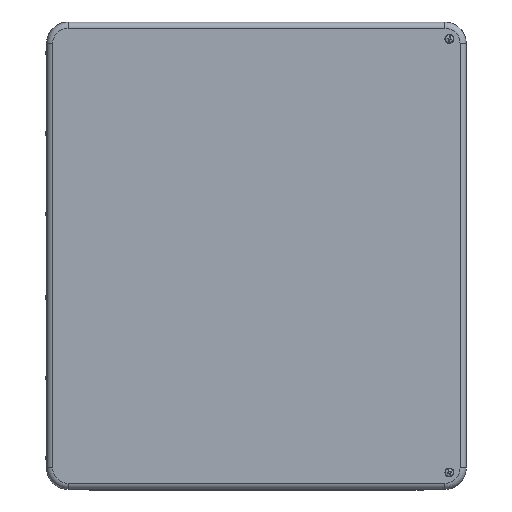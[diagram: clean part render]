
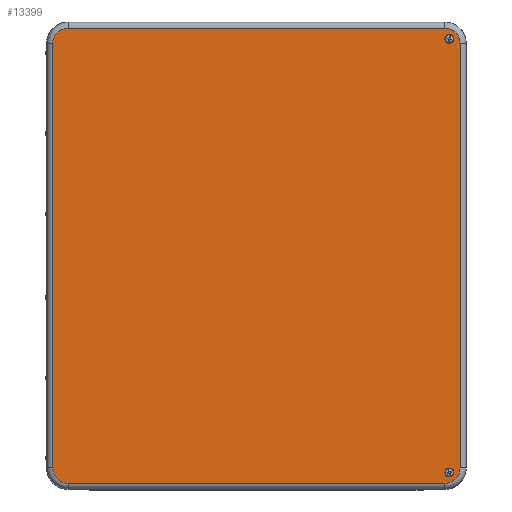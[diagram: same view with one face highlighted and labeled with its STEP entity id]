
A CAD part, top view. The second image highlights one B-rep face of the part: STEP entity #13399.
In plain terms, the highlighted planar face has unit normal (0, 0, 1).
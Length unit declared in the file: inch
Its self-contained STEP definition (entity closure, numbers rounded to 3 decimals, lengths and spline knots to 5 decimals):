
#1157=LINE($,#24160,#2119);
#1159=LINE($,#24180,#2121);
#1162=LINE($,#24187,#2124);
#1164=LINE($,#24202,#2126);
#2119=VECTOR($,#18520,15.798);
#2121=VECTOR($,#18544,17.798);
#2124=VECTOR($,#18551,17.798);
#2126=VECTOR($,#18571,15.798);
#2479=PLANE($,#14832);
#2909=FACE_BOUND($,#5064,.T.);
#2910=FACE_BOUND($,#5065,.T.);
#3942=FACE_OUTER_BOUND($,#5063,.T.);
#5063=EDGE_LOOP($,(#12180,#12181,#12182,#12183,#12184,#12185,#12186,#12187));
#5064=EDGE_LOOP($,(#12188));
#5065=EDGE_LOOP($,(#12189));
#5841=CIRCLE($,#14749,0.117);
#5843=CIRCLE($,#14752,0.117);
#5865=CIRCLE($,#14807,0.64628);
#5869=CIRCLE($,#14812,0.64628);
#5873=CIRCLE($,#14819,0.64628);
#5877=CIRCLE($,#14824,0.64628);
#7077=VERTEX_POINT($,#24051);
#7079=VERTEX_POINT($,#24056);
#7114=VERTEX_POINT($,#24157);
#7115=VERTEX_POINT($,#24159);
#7118=VERTEX_POINT($,#24166);
#7119=VERTEX_POINT($,#24171);
#7122=VERTEX_POINT($,#24178);
#7123=VERTEX_POINT($,#24183);
#7126=VERTEX_POINT($,#24190);
#7127=VERTEX_POINT($,#24195);
#8789=EDGE_CURVE($,#7077,#7077,#5841,.T.);
#8791=EDGE_CURVE($,#7079,#7079,#5843,.T.);
#8838=EDGE_CURVE($,#7114,#7115,#1157,.T.);
#8842=EDGE_CURVE($,#7118,#7114,#5865,.T.);
#8846=EDGE_CURVE($,#7115,#7119,#5869,.T.);
#8848=EDGE_CURVE($,#7122,#7118,#1159,.T.);
#8852=EDGE_CURVE($,#7119,#7123,#1162,.T.);
#8854=EDGE_CURVE($,#7126,#7122,#5873,.T.);
#8858=EDGE_CURVE($,#7123,#7127,#5877,.T.);
#8860=EDGE_CURVE($,#7127,#7126,#1164,.T.);
#12180=ORIENTED_EDGE($,*,*,#8838,.F.);
#12181=ORIENTED_EDGE($,*,*,#8842,.F.);
#12182=ORIENTED_EDGE($,*,*,#8848,.F.);
#12183=ORIENTED_EDGE($,*,*,#8854,.F.);
#12184=ORIENTED_EDGE($,*,*,#8860,.F.);
#12185=ORIENTED_EDGE($,*,*,#8858,.F.);
#12186=ORIENTED_EDGE($,*,*,#8852,.F.);
#12187=ORIENTED_EDGE($,*,*,#8846,.F.);
#12188=ORIENTED_EDGE($,*,*,#8789,.T.);
#12189=ORIENTED_EDGE($,*,*,#8791,.T.);
#13399=ADVANCED_FACE($,(#3942,#2909,#2910),#2479,.T.);
#14749=AXIS2_PLACEMENT_3D($,#24052,#18395,#18396);
#14752=AXIS2_PLACEMENT_3D($,#24057,#18401,#18402);
#14807=AXIS2_PLACEMENT_3D($,#24168,#18528,#18529);
#14812=AXIS2_PLACEMENT_3D($,#24175,#18538,#18539);
#14819=AXIS2_PLACEMENT_3D($,#24192,#18556,#18557);
#14824=AXIS2_PLACEMENT_3D($,#24199,#18566,#18567);
#14832=AXIS2_PLACEMENT_3D($,#24221,#18591,#18592);
#18395=DIRECTION('center_axis',(0.,0.,-1.));
#18396=DIRECTION('ref_axis',(1.,0.,0.));
#18401=DIRECTION('center_axis',(0.,0.,-1.));
#18402=DIRECTION('ref_axis',(1.,0.,0.));
#18520=DIRECTION($,(1.,0.,0.));
#18528=DIRECTION('center_axis',(0.,0.,-1.));
#18529=DIRECTION('ref_axis',(-0.707,0.707,0.));
#18538=DIRECTION('center_axis',(0.,0.,-1.));
#18539=DIRECTION('ref_axis',(0.707,0.707,0.));
#18544=DIRECTION($,(0.,1.,0.));
#18551=DIRECTION($,(0.,-1.,0.));
#18556=DIRECTION('center_axis',(0.,0.,-1.));
#18557=DIRECTION('ref_axis',(-0.707,-0.707,0.));
#18566=DIRECTION('center_axis',(0.,0.,-1.));
#18567=DIRECTION('ref_axis',(0.707,-0.707,0.));
#18571=DIRECTION($,(-1.,0.,0.));
#18591=DIRECTION('center_axis',(0.,0.,1.));
#18592=DIRECTION('ref_axis',(1.,0.,0.));
#24051=CARTESIAN_POINT('',(8.21075,-9.09375,0.81));
#24052=CARTESIAN_POINT('Origin',(8.09375,-9.09375,0.81));
#24056=CARTESIAN_POINT('',(8.21075,9.09375,0.81));
#24057=CARTESIAN_POINT('Origin',(8.09375,9.09375,0.81));
#24157=CARTESIAN_POINT('',(-7.899,9.54528,0.81));
#24159=CARTESIAN_POINT('',(7.899,9.54528,0.81));
#24160=CARTESIAN_POINT($,(-7.899,9.54528,0.81));
#24166=CARTESIAN_POINT('',(-8.54528,8.899,0.81));
#24168=CARTESIAN_POINT('Origin',(-7.899,8.899,0.81));
#24171=CARTESIAN_POINT('',(8.54528,8.899,0.81));
#24175=CARTESIAN_POINT('Origin',(7.899,8.899,0.81));
#24178=CARTESIAN_POINT('',(-8.54528,-8.899,0.81));
#24180=CARTESIAN_POINT($,(-8.54528,-8.899,0.81));
#24183=CARTESIAN_POINT('',(8.54528,-8.899,0.81));
#24187=CARTESIAN_POINT($,(8.54528,8.899,0.81));
#24190=CARTESIAN_POINT('',(-7.899,-9.54528,0.81));
#24192=CARTESIAN_POINT('Origin',(-7.899,-8.899,0.81));
#24195=CARTESIAN_POINT('',(7.899,-9.54528,0.81));
#24199=CARTESIAN_POINT('Origin',(7.899,-8.899,0.81));
#24202=CARTESIAN_POINT($,(7.899,-9.54528,0.81));
#24221=CARTESIAN_POINT('Origin',(0.,0.,0.81));
